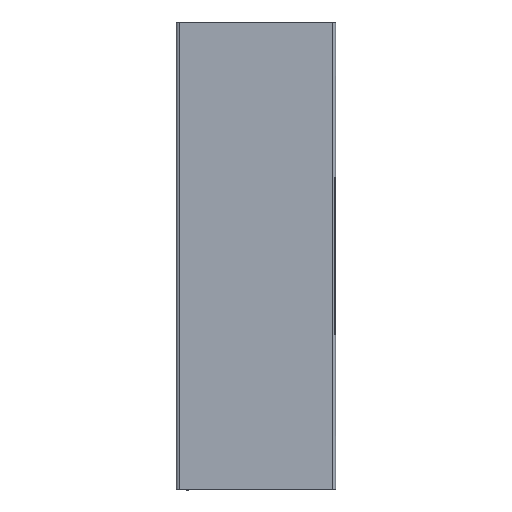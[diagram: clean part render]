
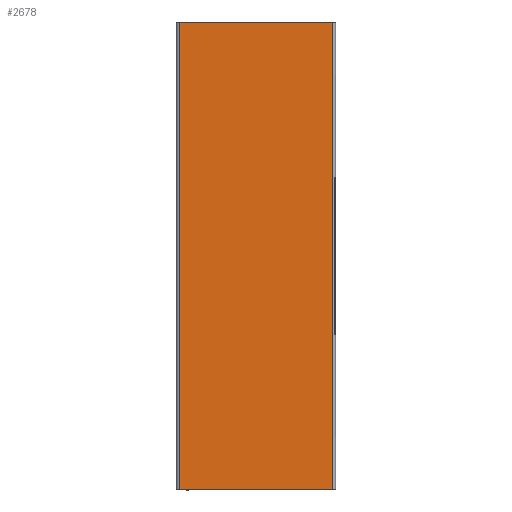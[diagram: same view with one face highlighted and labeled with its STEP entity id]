
A CAD part, left-side view. The second image highlights one B-rep face of the part: STEP entity #2678.
In plain terms, the highlighted planar face has unit normal (-1, 0, 0).
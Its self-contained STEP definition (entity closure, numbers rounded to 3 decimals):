
#22 = CARTESIAN_POINT ( 'NONE',  ( 0., 82., 500. ) ) ;
#222 = LINE ( 'NONE', #3529, #1090 ) ;
#273 = EDGE_CURVE ( 'NONE', #3124, #4099, #222, .T. ) ;
#382 = DIRECTION ( 'NONE',  ( 0., 1., 0. ) ) ;
#702 = ORIENTED_EDGE ( 'NONE', *, *, #3606, .T. ) ;
#708 = CARTESIAN_POINT ( 'NONE',  ( 0., -82., 500. ) ) ;
#734 = VERTEX_POINT ( 'NONE', #3402 ) ;
#756 = ORIENTED_EDGE ( 'NONE', *, *, #3149, .T. ) ;
#946 = VECTOR ( 'NONE', #1281, 1000. ) ;
#1090 = VECTOR ( 'NONE', #3792, 1000. ) ;
#1104 = CARTESIAN_POINT ( 'NONE',  ( 0., -82., 500. ) ) ;
#1281 = DIRECTION ( 'NONE',  ( 0., 1., 0. ) ) ;
#1341 = CARTESIAN_POINT ( 'NONE',  ( 0., -82., 500. ) ) ;
#1430 = DIRECTION ( 'NONE',  ( -1., 0., 0. ) ) ;
#1614 = LINE ( 'NONE', #2462, #4068 ) ;
#1862 = VERTEX_POINT ( 'NONE', #22 ) ;
#2059 = ORIENTED_EDGE ( 'NONE', *, *, #273, .F. ) ;
#2266 = ORIENTED_EDGE ( 'NONE', *, *, #3570, .F. ) ;
#2290 = FACE_OUTER_BOUND ( 'NONE', #2565, .T. ) ;
#2462 = CARTESIAN_POINT ( 'NONE',  ( 0., 82., 500. ) ) ;
#2565 = EDGE_LOOP ( 'NONE', ( #2266, #2059, #756, #702 ) ) ;
#2678 = ADVANCED_FACE ( 'NONE', ( #2290 ), #3090, .T. ) ;
#2722 = LINE ( 'NONE', #708, #3499 ) ;
#2824 = DIRECTION ( 'NONE',  ( 0., 0., -1. ) ) ;
#2930 = AXIS2_PLACEMENT_3D ( 'NONE', #1104, #1430, #3765 ) ;
#2955 = CARTESIAN_POINT ( 'NONE',  ( 0., -82., 0. ) ) ;
#3090 = PLANE ( 'NONE',  #2930 ) ;
#3124 = VERTEX_POINT ( 'NONE', #1341 ) ;
#3149 = EDGE_CURVE ( 'NONE', #3124, #1862, #2722, .T. ) ;
#3391 = LINE ( 'NONE', #2955, #946 ) ;
#3402 = CARTESIAN_POINT ( 'NONE',  ( 0., 82., 0. ) ) ;
#3499 = VECTOR ( 'NONE', #382, 1000. ) ;
#3529 = CARTESIAN_POINT ( 'NONE',  ( 0., -82., 500. ) ) ;
#3570 = EDGE_CURVE ( 'NONE', #4099, #734, #3391, .T. ) ;
#3606 = EDGE_CURVE ( 'NONE', #1862, #734, #1614, .T. ) ;
#3765 = DIRECTION ( 'NONE',  ( 0., 0., 1. ) ) ;
#3792 = DIRECTION ( 'NONE',  ( 0., 0., -1. ) ) ;
#3866 = CARTESIAN_POINT ( 'NONE',  ( 0., -82., 0. ) ) ;
#4068 = VECTOR ( 'NONE', #2824, 1000. ) ;
#4099 = VERTEX_POINT ( 'NONE', #3866 ) ;
